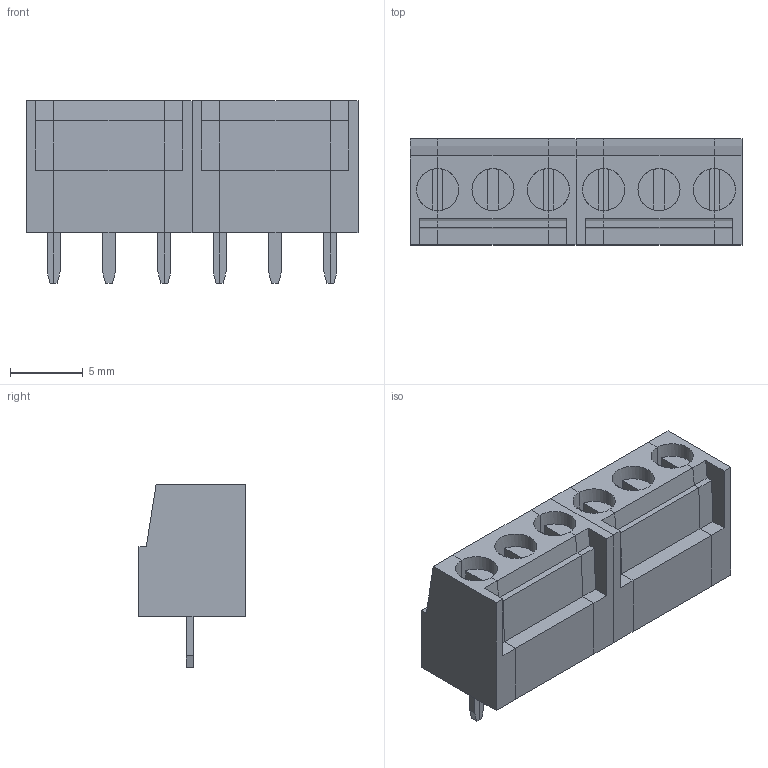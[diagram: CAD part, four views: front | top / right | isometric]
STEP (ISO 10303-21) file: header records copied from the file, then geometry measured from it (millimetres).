
FILE_DESCRIPTION( ( 'Unknown' ), '1' );
FILE_NAME( '691243310006.stp', 'Unknown', ( 'Unknown' ), ( 'Unknown' ), 'PSStep 18.0.17', 'Unknown', ' ' );
FILE_SCHEMA( ( 'AUTOMOTIVE_DESIGN { 1 0 10303 214 1 1 1 1 }' ) );
Length unit declared in the file: millimetre
Products named in the file (5): 691243310003; CPA3.81_DX; CPA3.81_SX; Assem1
Assembly tree (5 placements, depth 3):
  Assem1
    691243310003  x2
      CPA3.81_DX
      691243310003
      CPA3.81_SX
Bounding box: 22.86 x 7.3 x 12.6 mm (x, y, z)
Volume: 1130.8 mm3; surface area: 1734.9 mm2
Topology: 6 solids, 6 shells, 352 faces, 972 edges, 640 vertices
Faces by surface type: plane 342, cylinder 10
Full cylindrical faces by diameter (mm): 2.9 x2
Entity records: 6991 total; most frequent: CARTESIAN_POINT 986, ORIENTED_EDGE 968, DIRECTION 871, EDGE_CURVE 484, LINE 463, VECTOR 463, VERTEX_POINT 319, AXIS2_PLACEMENT_3D 204
